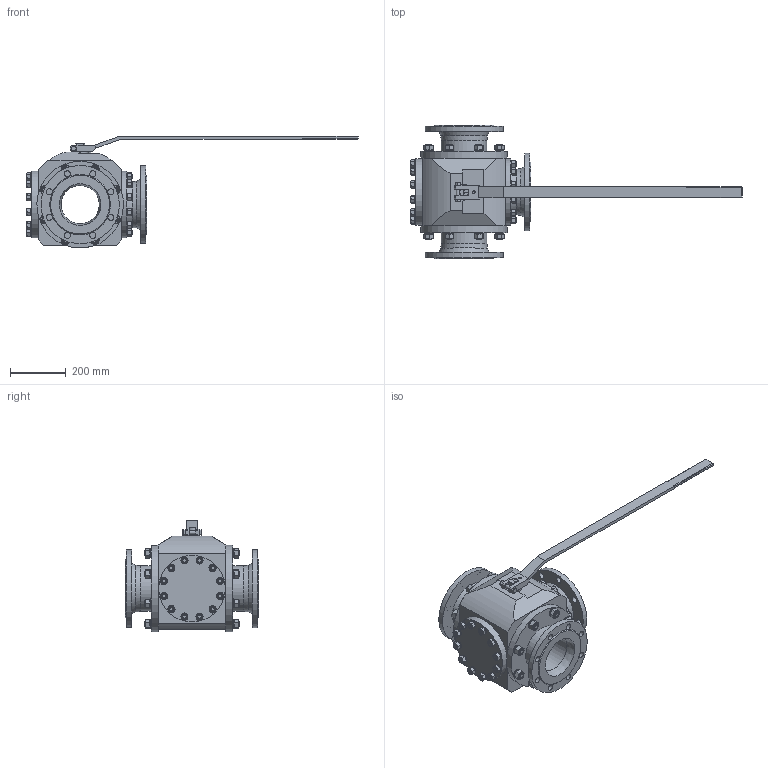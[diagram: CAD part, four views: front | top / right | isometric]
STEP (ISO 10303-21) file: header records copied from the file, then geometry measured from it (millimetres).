
FILE_DESCRIPTION(('STEP AP203'), '1');
FILE_NAME('FB39.040.150.000', '', ('UNSPECIFIED'), ('UNSPECIFIED'), 'ASCON STEP Converter 1.6', 'ASCON Math Kernel', '');
FILE_SCHEMA(('CONFIG_CONTROL_DESIGN'));
Length unit declared in the file: millimetre
Products named in the file (37): 埡39.040.150.003; 埡39.040.150.010; 埡39.040.150.012; 埡39.040.150.011; 埡39.040.150.013; 婛39.040.150.016; 婛39.040.150.020; 埡39.040.150.021; 埡39.040.150.002; 埡39.040.150.006; 埡39.040.150.015; 埡39.040.150.008; 埡39.040.150.009; 埡39.040.150.007; 埡39.040.150.001; 埡39.010.150.803; 32-37-30; 埡39.010.150.037; 埡39.010.150.036; 婛39.010.150.029; 埡39.010.150.028; 埡39.010.150.026; 婛39.010.150.040; 婛39.010.150.042; 婛39.010.150.041; 埡39.010.150.132; 埡39.041.150.013; 埡.040.150.004; 埡39.040.150.005
Assembly tree (162 placements, depth 3):
  (unnamed)
    埡39.040.150.003
    埡39.040.150.010  x2
      埡39.040.150.012
      埡39.040.150.011
      埡39.040.150.013
    婛39.040.150.016
    婛39.040.150.020
      埡39.040.150.011
      埡39.040.150.021
    埡39.040.150.002
    埡39.040.150.006  x2
    埡39.040.150.015  x4
    埡39.040.150.008  x2
    埡39.040.150.009  x2
    埡39.040.150.007  x2
    埡39.040.150.001
    埡39.010.150.803  x2
    32-37-30
    埡39.010.150.037
    埡39.010.150.036  x4
    婛39.010.150.029
    埡39.010.150.028
    (unnamed)
    埡39.010.150.026
    婛39.010.150.040
      婛39.010.150.042
      婛39.010.150.041
      埡39.010.150.132
    (unnamed)
    (unnamed)
    埡39.041.150.013  x16
    (unnamed)  x16
    (unnamed)  x16
    (unnamed)  x24
    (unnamed)  x24
    埡.040.150.004  x12
    埡39.040.150.005  x12
Bounding box: 1196.37 x 480 x 402.52 mm (x, y, z)
Volume: 25335765.6 mm3; surface area: 2878910 mm2
Topology: 154 solids, 155 shells, 1587 faces, 3245 edges, 2028 vertices
Faces by surface type: plane 811, cylinder 392, cone 364, torus 19, sphere 1
Full cylindrical faces by diameter (mm): 10 x2, 10.106 x1, 12 x1, 13.835 x24, 14 x2, 16 x48, 17.294 x16, 18 x24, 20 x32, 22 x40, 31.67 x1, 32.3 x1, 33 x1, 36 x1, 37 x12, 44.5 x1, 45 x1, 48 x10, 53 x1, 54 x2, 56 x1, 57 x1, 138 x3, 144 x6, 148 x8, 159 x4, 165 x2, 169 x8, 170 x4, 171 x2
Entity records: 24679 total; most frequent: CARTESIAN_POINT 4992, DIRECTION 2732, ORIENTED_EDGE 1730, AXIS2_PLACEMENT_3D 1248, EDGE_LOOP 1037, EDGE_CURVE 867, VERTEX_POINT 724, ADVANCED_FACE 548
